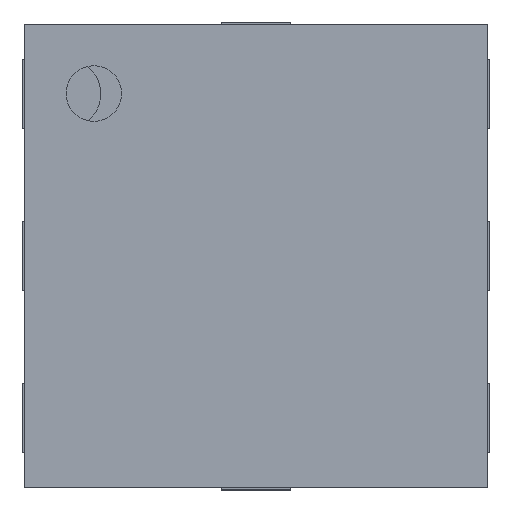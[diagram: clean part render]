
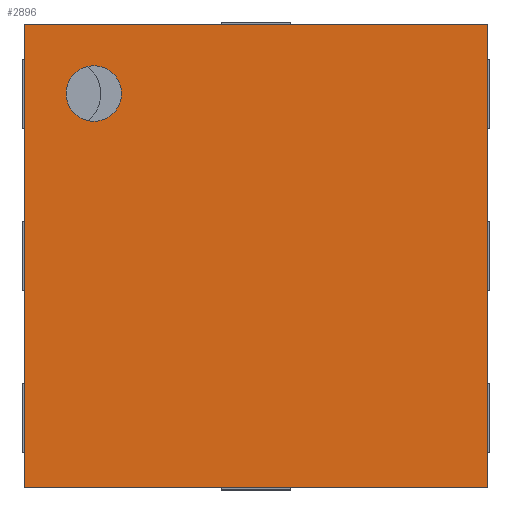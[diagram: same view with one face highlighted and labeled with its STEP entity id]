
A CAD part, top view. The second image highlights one B-rep face of the part: STEP entity #2896.
In plain terms, the highlighted planar face has unit normal (0, 0, 1).
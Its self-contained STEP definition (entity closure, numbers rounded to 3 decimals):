
#84 = FACE_BOUND ( 'NONE', #1027, .T. ) ;
#130 = CARTESIAN_POINT ( 'NONE',  ( 0.5, -0.5, 0.45 ) ) ;
#157 = DIRECTION ( 'NONE',  ( 1., 0., 0. ) ) ;
#248 = VERTEX_POINT ( 'NONE', #3893 ) ;
#278 = ORIENTED_EDGE ( 'NONE', *, *, #3198, .T. ) ;
#293 = CARTESIAN_POINT ( 'NONE',  ( -0.5, 0., 0.45 ) ) ;
#295 = CARTESIAN_POINT ( 'NONE',  ( 0., 0.5, 0.45 ) ) ;
#320 = VECTOR ( 'NONE', #415, 1000. ) ;
#415 = DIRECTION ( 'NONE',  ( 0., 1., 0. ) ) ;
#465 = LINE ( 'NONE', #3931, #320 ) ;
#588 = CARTESIAN_POINT ( 'NONE',  ( -0.29, 0.35, 0.45 ) ) ;
#1027 = EDGE_LOOP ( 'NONE', ( #3629, #3592 ) ) ;
#1146 = EDGE_CURVE ( 'NONE', #248, #3928, #3123, .T. ) ;
#1239 = ORIENTED_EDGE ( 'NONE', *, *, #1831, .T. ) ;
#1279 = CIRCLE ( 'NONE', #2995, 0.06 ) ;
#1355 = VERTEX_POINT ( 'NONE', #1770 ) ;
#1366 = EDGE_CURVE ( 'NONE', #3928, #248, #1279, .T. ) ;
#1392 = LINE ( 'NONE', #3039, #2677 ) ;
#1457 = VECTOR ( 'NONE', #3201, 1000. ) ;
#1533 = CARTESIAN_POINT ( 'NONE',  ( 0., 0., 0.45 ) ) ;
#1537 = CARTESIAN_POINT ( 'NONE',  ( -0.35, 0.35, 0.45 ) ) ;
#1572 = DIRECTION ( 'NONE',  ( 0., 0., -1. ) ) ;
#1668 = LINE ( 'NONE', #295, #1457 ) ;
#1710 = EDGE_CURVE ( 'NONE', #2624, #2296, #465, .T. ) ;
#1770 = CARTESIAN_POINT ( 'NONE',  ( -0.5, 0.5, 0.45 ) ) ;
#1831 = EDGE_CURVE ( 'NONE', #2296, #1355, #1668, .T. ) ;
#2186 = DIRECTION ( 'NONE',  ( 0., 0., 1. ) ) ;
#2212 = DIRECTION ( 'NONE',  ( 1., 0., 0. ) ) ;
#2213 = EDGE_LOOP ( 'NONE', ( #1239, #3515, #278, #4041 ) ) ;
#2296 = VERTEX_POINT ( 'NONE', #3172 ) ;
#2399 = AXIS2_PLACEMENT_3D ( 'NONE', #1533, #2186, #2212 ) ;
#2435 = CARTESIAN_POINT ( 'NONE',  ( -0.5, -0.5, 0.45 ) ) ;
#2579 = FACE_OUTER_BOUND ( 'NONE', #2213, .T. ) ;
#2624 = VERTEX_POINT ( 'NONE', #130 ) ;
#2677 = VECTOR ( 'NONE', #157, 1000. ) ;
#2780 = AXIS2_PLACEMENT_3D ( 'NONE', #1537, #1572, #3534 ) ;
#2818 = EDGE_CURVE ( 'NONE', #1355, #3199, #3090, .T. ) ;
#2896 = ADVANCED_FACE ( 'NONE', ( #84, #2579 ), #4118, .T. ) ;
#2995 = AXIS2_PLACEMENT_3D ( 'NONE', #4022, #3402, #3031 ) ;
#3031 = DIRECTION ( 'NONE',  ( 1., 0., 0. ) ) ;
#3039 = CARTESIAN_POINT ( 'NONE',  ( 0., -0.5, 0.45 ) ) ;
#3090 = LINE ( 'NONE', #293, #4190 ) ;
#3123 = CIRCLE ( 'NONE', #2780, 0.06 ) ;
#3172 = CARTESIAN_POINT ( 'NONE',  ( 0.5, 0.5, 0.45 ) ) ;
#3196 = DIRECTION ( 'NONE',  ( 0., -1., 0. ) ) ;
#3198 = EDGE_CURVE ( 'NONE', #3199, #2624, #1392, .T. ) ;
#3199 = VERTEX_POINT ( 'NONE', #2435 ) ;
#3201 = DIRECTION ( 'NONE',  ( -1., 0., 0. ) ) ;
#3402 = DIRECTION ( 'NONE',  ( 0., 0., -1. ) ) ;
#3515 = ORIENTED_EDGE ( 'NONE', *, *, #2818, .T. ) ;
#3534 = DIRECTION ( 'NONE',  ( 1., 0., 0. ) ) ;
#3592 = ORIENTED_EDGE ( 'NONE', *, *, #1146, .T. ) ;
#3629 = ORIENTED_EDGE ( 'NONE', *, *, #1366, .T. ) ;
#3893 = CARTESIAN_POINT ( 'NONE',  ( -0.41, 0.35, 0.45 ) ) ;
#3928 = VERTEX_POINT ( 'NONE', #588 ) ;
#3931 = CARTESIAN_POINT ( 'NONE',  ( 0.5, 0., 0.45 ) ) ;
#4022 = CARTESIAN_POINT ( 'NONE',  ( -0.35, 0.35, 0.45 ) ) ;
#4041 = ORIENTED_EDGE ( 'NONE', *, *, #1710, .T. ) ;
#4118 = PLANE ( 'NONE',  #2399 ) ;
#4190 = VECTOR ( 'NONE', #3196, 1000. ) ;
